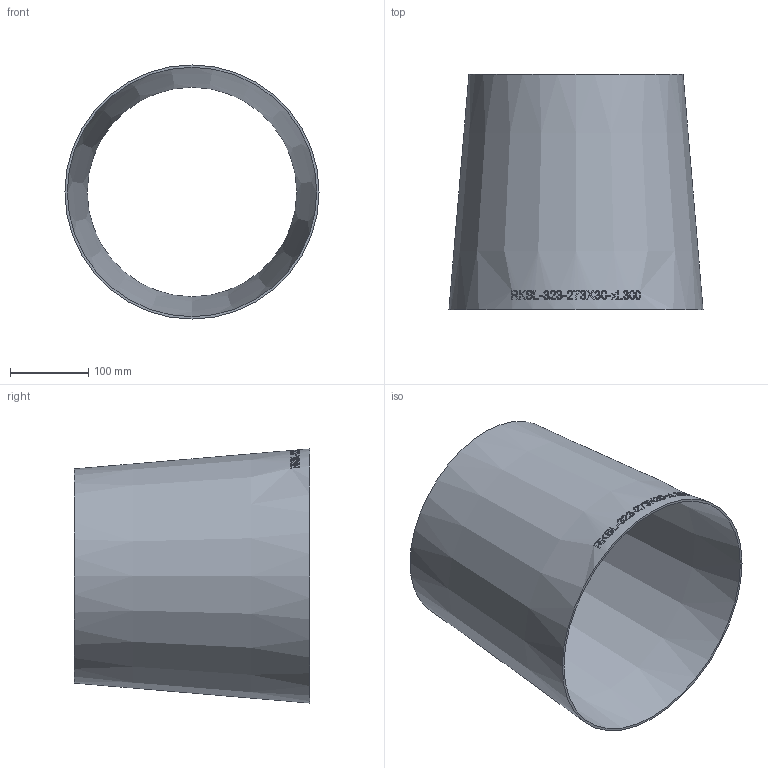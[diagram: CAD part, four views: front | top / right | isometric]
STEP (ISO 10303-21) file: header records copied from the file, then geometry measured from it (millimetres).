
FILE_DESCRIPTION (( 'STEP AP214' ), '1' );
FILE_NAME ('RKSL-323-273X30-xL300 Reduzierung Sonderlänge 2007.STEP', '2020-07-24T10:38:49', ( '' ), ( '' ), 'SwSTEP 2.0', 'SolidWorks 2019', '' );
FILE_SCHEMA (( 'AUTOMOTIVE_DESIGN' ));
Length unit declared in the file: millimetre
Products named in the file (1): RKSL-323-273X30-xL300 Reduzierung Sonderlänge 2007
Bounding box: 323.9 x 300 x 323.9 mm (x, y, z)
Volume: 838770.1 mm3; surface area: 564521.7 mm2
Topology: 1 solids, 1 shells, 280 faces, 759 edges, 506 vertices
Faces by surface type: bspline 251, cone 27, plane 2
Entity records: 53374 total; most frequent: CARTESIAN_POINT 45530, ORIENTED_EDGE 1514, EDGE_CURVE 757, B_SPLINE_CURVE_WITH_KNOTS 753, VERTEX_POINT 506, EDGE_LOOP 309, ADVANCED_FACE 280, FACE_OUTER_BOUND 280
